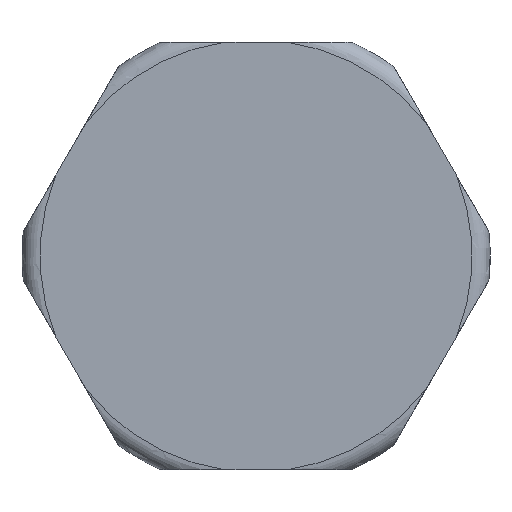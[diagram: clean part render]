
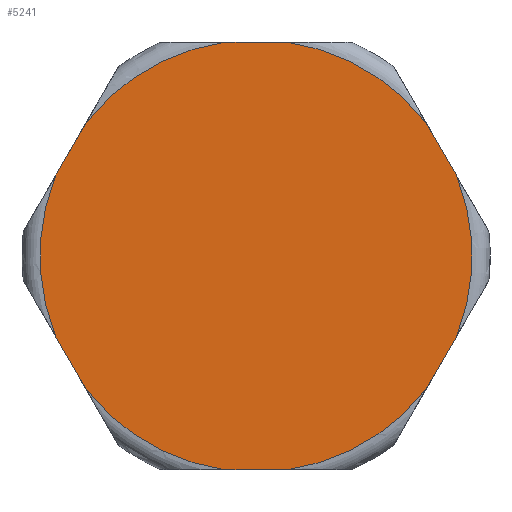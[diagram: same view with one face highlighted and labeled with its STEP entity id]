
A CAD part, left-side view. The second image highlights one B-rep face of the part: STEP entity #5241.
In plain terms, the highlighted planar face has unit normal (-1, 0, 0).
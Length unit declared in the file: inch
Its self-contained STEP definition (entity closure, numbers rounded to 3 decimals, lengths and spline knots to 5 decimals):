
#317=PLANE('',#5654);
#431=LINE('',#7569,#766);
#434=LINE('',#7627,#769);
#437=LINE('',#7685,#772);
#440=LINE('',#7743,#775);
#443=LINE('',#7801,#778);
#446=LINE('',#7859,#781);
#766=VECTOR('',#6266,0.3937);
#769=VECTOR('',#6271,0.3937);
#772=VECTOR('',#6276,0.3937);
#775=VECTOR('',#6281,0.3937);
#778=VECTOR('',#6286,0.3937);
#781=VECTOR('',#6291,0.3937);
#1162=FACE_OUTER_BOUND('',#1445,.T.);
#1445=EDGE_LOOP('',(#3572,#3573,#3574,#3575,#3576,#3577,#3578,#3579,#3580,
#3581,#3582,#3583));
#1798=CIRCLE('',#5641,1.88976);
#1800=CIRCLE('',#5644,1.88976);
#1802=CIRCLE('',#5647,1.88976);
#1804=CIRCLE('',#5650,1.88976);
#1806=CIRCLE('',#5653,1.88976);
#1807=CIRCLE('',#5655,1.88976);
#2054=VERTEX_POINT('',#7514);
#2058=VERTEX_POINT('',#7556);
#2060=VERTEX_POINT('',#7572);
#2064=VERTEX_POINT('',#7614);
#2066=VERTEX_POINT('',#7630);
#2070=VERTEX_POINT('',#7672);
#2072=VERTEX_POINT('',#7688);
#2076=VERTEX_POINT('',#7730);
#2078=VERTEX_POINT('',#7746);
#2082=VERTEX_POINT('',#7788);
#2084=VERTEX_POINT('',#7804);
#2088=VERTEX_POINT('',#7846);
#2624=EDGE_CURVE('',#2054,#2058,#431,.T.);
#2631=EDGE_CURVE('',#2060,#2064,#434,.T.);
#2638=EDGE_CURVE('',#2066,#2070,#437,.T.);
#2645=EDGE_CURVE('',#2072,#2076,#440,.T.);
#2652=EDGE_CURVE('',#2078,#2082,#443,.T.);
#2659=EDGE_CURVE('',#2084,#2088,#446,.T.);
#2661=EDGE_CURVE('',#2082,#2084,#1798,.T.);
#2663=EDGE_CURVE('',#2076,#2078,#1800,.T.);
#2665=EDGE_CURVE('',#2070,#2072,#1802,.T.);
#2667=EDGE_CURVE('',#2064,#2066,#1804,.T.);
#2669=EDGE_CURVE('',#2058,#2060,#1806,.T.);
#2670=EDGE_CURVE('',#2088,#2054,#1807,.T.);
#3572=ORIENTED_EDGE('',*,*,#2624,.T.);
#3573=ORIENTED_EDGE('',*,*,#2669,.T.);
#3574=ORIENTED_EDGE('',*,*,#2631,.T.);
#3575=ORIENTED_EDGE('',*,*,#2667,.T.);
#3576=ORIENTED_EDGE('',*,*,#2638,.T.);
#3577=ORIENTED_EDGE('',*,*,#2665,.T.);
#3578=ORIENTED_EDGE('',*,*,#2645,.T.);
#3579=ORIENTED_EDGE('',*,*,#2663,.T.);
#3580=ORIENTED_EDGE('',*,*,#2652,.T.);
#3581=ORIENTED_EDGE('',*,*,#2661,.T.);
#3582=ORIENTED_EDGE('',*,*,#2659,.T.);
#3583=ORIENTED_EDGE('',*,*,#2670,.T.);
#5241=ADVANCED_FACE('',(#1162),#317,.T.);
#5641=AXIS2_PLACEMENT_3D('',#7862,#6296,#6297);
#5644=AXIS2_PLACEMENT_3D('',#7865,#6302,#6303);
#5647=AXIS2_PLACEMENT_3D('',#7868,#6308,#6309);
#5650=AXIS2_PLACEMENT_3D('',#7871,#6314,#6315);
#5653=AXIS2_PLACEMENT_3D('',#7874,#6320,#6321);
#5654=AXIS2_PLACEMENT_3D('',#7875,#6322,#6323);
#5655=AXIS2_PLACEMENT_3D('',#7876,#6324,#6325);
#6266=DIRECTION('',(0.,-0.5,-0.866));
#6271=DIRECTION('',(0.,-1.,0.));
#6276=DIRECTION('',(0.,-0.5,0.866));
#6281=DIRECTION('',(0.,0.5,0.866));
#6286=DIRECTION('',(0.,1.,0.));
#6291=DIRECTION('',(0.,0.5,-0.866));
#6296=DIRECTION('center_axis',(-1.,0.,0.));
#6297=DIRECTION('ref_axis',(0.,0.,
1.));
#6302=DIRECTION('center_axis',(-1.,0.,0.));
#6303=DIRECTION('ref_axis',(0.,0.,
1.));
#6308=DIRECTION('center_axis',(-1.,0.,0.));
#6309=DIRECTION('ref_axis',(0.,0.,
1.));
#6314=DIRECTION('center_axis',(-1.,0.,0.));
#6315=DIRECTION('ref_axis',(0.,0.,
1.));
#6320=DIRECTION('center_axis',(-1.,0.,0.));
#6321=DIRECTION('ref_axis',(0.,0.,
1.));
#6322=DIRECTION('center_axis',(-1.,0.,0.));
#6323=DIRECTION('ref_axis',(0.,0.,
1.));
#6324=DIRECTION('center_axis',(-1.,0.,0.));
#6325=DIRECTION('ref_axis',(0.,0.,
1.));
#7514=CARTESIAN_POINT('',(-2.83568,1.75556,-0.69943));
#7556=CARTESIAN_POINT('',(-2.83568,1.48351,-1.17064));
#7569=CARTESIAN_POINT('',(-2.83568,1.53072,-1.08888));
#7572=CARTESIAN_POINT('',(-2.83568,0.27205,-1.87008));
#7614=CARTESIAN_POINT('',(-2.83568,-0.27205,-1.87008));
#7627=CARTESIAN_POINT('',(-2.83568,0.18456,-1.87008));
#7630=CARTESIAN_POINT('',(-2.83568,-1.48351,-1.17064));
#7672=CARTESIAN_POINT('',(-2.83568,-1.75556,-0.69943));
#7685=CARTESIAN_POINT('',(-2.83568,-1.70836,-0.7812));
#7688=CARTESIAN_POINT('',(-2.83568,-1.75556,0.69943));
#7730=CARTESIAN_POINT('',(-2.83568,-1.48351,1.17064));
#7743=CARTESIAN_POINT('',(-2.83568,-1.16851,1.71624));
#7746=CARTESIAN_POINT('',(-2.83568,-0.27205,1.87008));
#7788=CARTESIAN_POINT('',(-2.83568,0.27205,1.87008));
#7801=CARTESIAN_POINT('',(-2.83568,1.26425,1.87008));
#7804=CARTESIAN_POINT('',(-2.83568,1.48351,1.17064));
#7846=CARTESIAN_POINT('',(-2.83568,1.75556,0.69943));
#7859=CARTESIAN_POINT('',(-2.83568,2.07056,0.15384));
#7862=CARTESIAN_POINT('Origin',(-2.83568,0.,
0.));
#7865=CARTESIAN_POINT('Origin',(-2.83568,0.,
0.));
#7868=CARTESIAN_POINT('Origin',(-2.83568,0.,
0.));
#7871=CARTESIAN_POINT('Origin',(-2.83568,0.,
0.));
#7874=CARTESIAN_POINT('Origin',(-2.83568,0.,
0.));
#7875=CARTESIAN_POINT('Origin',(-2.83568,1.44882,0.));
#7876=CARTESIAN_POINT('Origin',(-2.83568,0.,
0.));
